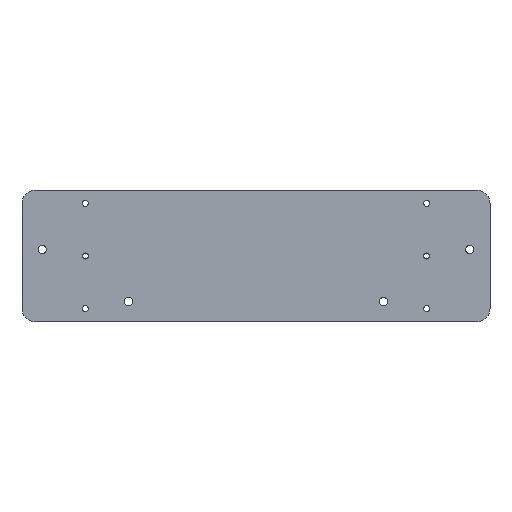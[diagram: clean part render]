
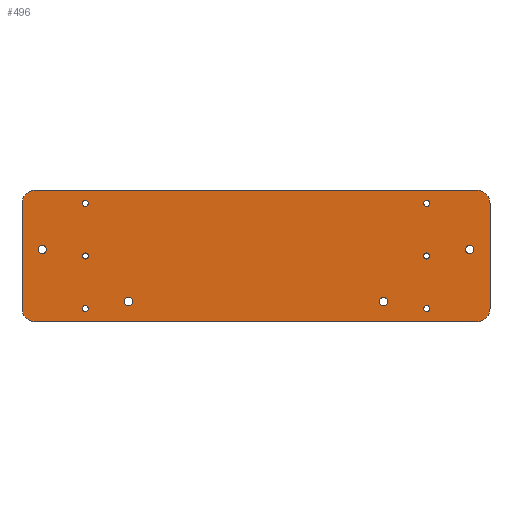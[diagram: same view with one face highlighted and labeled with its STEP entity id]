
A CAD part, top view. The second image highlights one B-rep face of the part: STEP entity #496.
In plain terms, the highlighted planar face has unit normal (0, 0, 1).
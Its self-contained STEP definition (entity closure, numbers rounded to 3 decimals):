
#25=FACE_BOUND('',#117,.T.);
#26=FACE_BOUND('',#118,.T.);
#27=FACE_BOUND('',#119,.T.);
#28=FACE_BOUND('',#120,.T.);
#29=FACE_BOUND('',#121,.T.);
#30=FACE_BOUND('',#122,.T.);
#31=FACE_BOUND('',#123,.T.);
#32=FACE_BOUND('',#124,.T.);
#33=FACE_BOUND('',#125,.T.);
#34=FACE_BOUND('',#126,.T.);
#40=PLANE('',#570);
#80=FACE_OUTER_BOUND('',#116,.T.);
#116=EDGE_LOOP('',(#447,#448,#449,#450,#451,#452,#453,#454));
#117=EDGE_LOOP('',(#455));
#118=EDGE_LOOP('',(#456));
#119=EDGE_LOOP('',(#457));
#120=EDGE_LOOP('',(#458));
#121=EDGE_LOOP('',(#459));
#122=EDGE_LOOP('',(#460));
#123=EDGE_LOOP('',(#461));
#124=EDGE_LOOP('',(#462));
#125=EDGE_LOOP('',(#463));
#126=EDGE_LOOP('',(#464));
#143=LINE('',#800,#175);
#151=LINE('',#834,#183);
#153=LINE('',#840,#185);
#158=LINE('',#858,#190);
#175=VECTOR('',#657,10.);
#183=VECTOR('',#691,10.);
#185=VECTOR('',#699,10.);
#190=VECTOR('',#722,10.);
#193=CIRCLE('',#515,1.15);
#196=CIRCLE('',#520,1.15);
#199=CIRCLE('',#525,1.15);
#202=CIRCLE('',#530,1.15);
#205=CIRCLE('',#535,1.15);
#208=CIRCLE('',#540,1.15);
#210=CIRCLE('',#543,5.);
#218=CIRCLE('',#554,5.);
#219=CIRCLE('',#556,5.);
#220=CIRCLE('',#559,5.);
#221=CIRCLE('',#562,1.6);
#222=CIRCLE('',#564,1.6);
#223=CIRCLE('',#566,1.6);
#224=CIRCLE('',#568,1.6);
#227=VERTEX_POINT('',#733);
#230=VERTEX_POINT('',#743);
#233=VERTEX_POINT('',#753);
#236=VERTEX_POINT('',#763);
#239=VERTEX_POINT('',#773);
#242=VERTEX_POINT('',#783);
#245=VERTEX_POINT('',#790);
#246=VERTEX_POINT('',#792);
#248=VERTEX_POINT('',#798);
#258=VERTEX_POINT('',#822);
#259=VERTEX_POINT('',#826);
#260=VERTEX_POINT('',#828);
#261=VERTEX_POINT('',#832);
#262=VERTEX_POINT('',#836);
#263=VERTEX_POINT('',#842);
#264=VERTEX_POINT('',#846);
#265=VERTEX_POINT('',#850);
#266=VERTEX_POINT('',#854);
#271=EDGE_CURVE('',#227,#227,#193,.T.);
#276=EDGE_CURVE('',#230,#230,#196,.T.);
#281=EDGE_CURVE('',#233,#233,#199,.T.);
#286=EDGE_CURVE('',#236,#236,#202,.T.);
#291=EDGE_CURVE('',#239,#239,#205,.T.);
#296=EDGE_CURVE('',#242,#242,#208,.T.);
#299=EDGE_CURVE('',#245,#246,#210,.T.);
#303=EDGE_CURVE('',#248,#245,#143,.T.);
#314=EDGE_CURVE('',#258,#248,#218,.T.);
#317=EDGE_CURVE('',#260,#259,#219,.T.);
#320=EDGE_CURVE('',#259,#261,#151,.T.);
#322=EDGE_CURVE('',#261,#262,#220,.T.);
#323=EDGE_CURVE('',#262,#246,#153,.T.);
#325=EDGE_CURVE('',#263,#263,#221,.T.);
#327=EDGE_CURVE('',#264,#264,#222,.T.);
#329=EDGE_CURVE('',#265,#265,#223,.T.);
#331=EDGE_CURVE('',#266,#266,#224,.T.);
#332=EDGE_CURVE('',#258,#260,#158,.T.);
#447=ORIENTED_EDGE('',*,*,#299,.F.);
#448=ORIENTED_EDGE('',*,*,#303,.F.);
#449=ORIENTED_EDGE('',*,*,#314,.F.);
#450=ORIENTED_EDGE('',*,*,#332,.T.);
#451=ORIENTED_EDGE('',*,*,#317,.T.);
#452=ORIENTED_EDGE('',*,*,#320,.T.);
#453=ORIENTED_EDGE('',*,*,#322,.T.);
#454=ORIENTED_EDGE('',*,*,#323,.T.);
#455=ORIENTED_EDGE('',*,*,#271,.T.);
#456=ORIENTED_EDGE('',*,*,#276,.T.);
#457=ORIENTED_EDGE('',*,*,#281,.T.);
#458=ORIENTED_EDGE('',*,*,#286,.T.);
#459=ORIENTED_EDGE('',*,*,#291,.T.);
#460=ORIENTED_EDGE('',*,*,#296,.T.);
#461=ORIENTED_EDGE('',*,*,#325,.T.);
#462=ORIENTED_EDGE('',*,*,#327,.T.);
#463=ORIENTED_EDGE('',*,*,#329,.T.);
#464=ORIENTED_EDGE('',*,*,#331,.T.);
#496=ADVANCED_FACE('',(#80,#25,#26,#27,#28,#29,#30,#31,#32,#33,#34),#40,
 .T.);
#515=AXIS2_PLACEMENT_3D('',#735,#583,#584);
#520=AXIS2_PLACEMENT_3D('',#745,#595,#596);
#525=AXIS2_PLACEMENT_3D('',#755,#607,#608);
#530=AXIS2_PLACEMENT_3D('',#765,#619,#620);
#535=AXIS2_PLACEMENT_3D('',#775,#631,#632);
#540=AXIS2_PLACEMENT_3D('',#785,#643,#644);
#543=AXIS2_PLACEMENT_3D('',#793,#650,#651);
#554=AXIS2_PLACEMENT_3D('',#823,#679,#680);
#556=AXIS2_PLACEMENT_3D('',#829,#685,#686);
#559=AXIS2_PLACEMENT_3D('',#838,#695,#696);
#562=AXIS2_PLACEMENT_3D('',#844,#703,#704);
#564=AXIS2_PLACEMENT_3D('',#848,#708,#709);
#566=AXIS2_PLACEMENT_3D('',#852,#713,#714);
#568=AXIS2_PLACEMENT_3D('',#856,#718,#719);
#570=AXIS2_PLACEMENT_3D('',#859,#723,#724);
#583=DIRECTION('center_axis',(0.,0.,-1.));
#584=DIRECTION('ref_axis',(-1.,0.,0.));
#595=DIRECTION('center_axis',(0.,0.,-1.));
#596=DIRECTION('ref_axis',(-1.,0.,0.));
#607=DIRECTION('center_axis',(0.,0.,-1.));
#608=DIRECTION('ref_axis',(-1.,0.,0.));
#619=DIRECTION('center_axis',(0.,0.,-1.));
#620=DIRECTION('ref_axis',(-1.,0.,0.));
#631=DIRECTION('center_axis',(0.,0.,-1.));
#632=DIRECTION('ref_axis',(-1.,0.,0.));
#643=DIRECTION('center_axis',(0.,0.,-1.));
#644=DIRECTION('ref_axis',(-1.,0.,0.));
#650=DIRECTION('center_axis',(0.,0.,-1.));
#651=DIRECTION('ref_axis',(0.707,0.707,0.));
#657=DIRECTION('',(1.,0.,0.));
#679=DIRECTION('center_axis',(0.,0.,-1.));
#680=DIRECTION('ref_axis',(-0.707,0.707,0.));
#685=DIRECTION('center_axis',(0.,0.,1.));
#686=DIRECTION('ref_axis',(-1.,0.,0.));
#691=DIRECTION('',(1.,0.,0.));
#695=DIRECTION('center_axis',(0.,0.,1.));
#696=DIRECTION('ref_axis',(0.,-1.,0.));
#699=DIRECTION('',(0.,1.,0.));
#703=DIRECTION('center_axis',(0.,0.,-1.));
#704=DIRECTION('ref_axis',(-1.,0.,0.));
#708=DIRECTION('center_axis',(0.,0.,-1.));
#709=DIRECTION('ref_axis',(-1.,0.,0.));
#713=DIRECTION('center_axis',(0.,0.,-1.));
#714=DIRECTION('ref_axis',(-1.,0.,0.));
#718=DIRECTION('center_axis',(0.,0.,-1.));
#719=DIRECTION('ref_axis',(-1.,0.,0.));
#722=DIRECTION('',(0.,-1.,0.));
#723=DIRECTION('center_axis',(0.,0.,1.));
#724=DIRECTION('ref_axis',(1.,0.,0.));
#733=CARTESIAN_POINT('',(-63.746,-70.,0.));
#735=CARTESIAN_POINT('Origin',(-64.896,-70.,0.));
#743=CARTESIAN_POINT('',(-63.746,-90.,0.));
#745=CARTESIAN_POINT('Origin',(-64.896,-90.,0.));
#753=CARTESIAN_POINT('',(-63.746,-110.,0.));
#755=CARTESIAN_POINT('Origin',(-64.896,-110.,0.));
#763=CARTESIAN_POINT('',(66.046,-70.,0.));
#765=CARTESIAN_POINT('Origin',(64.896,-70.,0.));
#773=CARTESIAN_POINT('',(66.046,-90.,0.));
#775=CARTESIAN_POINT('Origin',(64.896,-90.,0.));
#783=CARTESIAN_POINT('',(66.046,-110.,0.));
#785=CARTESIAN_POINT('Origin',(64.896,-110.,0.));
#790=CARTESIAN_POINT('',(84.,-65.,0.));
#792=CARTESIAN_POINT('',(89.,-70.,0.));
#793=CARTESIAN_POINT('Origin',(84.,-70.,0.));
#798=CARTESIAN_POINT('',(-84.,-65.,0.));
#800=CARTESIAN_POINT('',(0.,-65.,0.));
#822=CARTESIAN_POINT('',(-89.,-70.,0.));
#823=CARTESIAN_POINT('Origin',(-84.,-70.,0.));
#826=CARTESIAN_POINT('',(-84.,-115.,0.));
#828=CARTESIAN_POINT('',(-89.,-110.,0.));
#829=CARTESIAN_POINT('Origin',(-84.,-110.,0.));
#832=CARTESIAN_POINT('',(84.,-115.,0.));
#834=CARTESIAN_POINT('',(-84.,-115.,0.));
#836=CARTESIAN_POINT('',(89.,-110.,0.));
#838=CARTESIAN_POINT('Origin',(84.,-110.,0.));
#840=CARTESIAN_POINT('',(89.,-110.,0.));
#842=CARTESIAN_POINT('',(82.904,-87.557,0.));
#844=CARTESIAN_POINT('Origin',(81.304,-87.557,0.));
#846=CARTESIAN_POINT('',(50.086,-107.36,0.));
#848=CARTESIAN_POINT('Origin',(48.486,-107.36,0.));
#850=CARTESIAN_POINT('',(-79.697,-87.549,0.));
#852=CARTESIAN_POINT('Origin',(-81.297,-87.549,0.));
#854=CARTESIAN_POINT('',(-46.895,-107.344,0.));
#856=CARTESIAN_POINT('Origin',(-48.495,-107.344,0.));
#858=CARTESIAN_POINT('',(-89.,-85.,0.));
#859=CARTESIAN_POINT('Origin',(0.,-97.5,0.));
